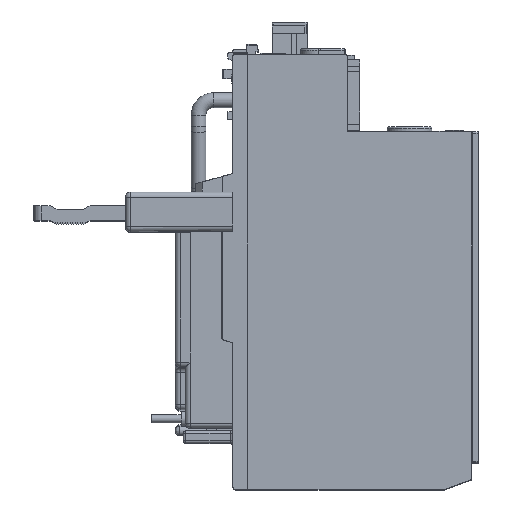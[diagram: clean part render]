
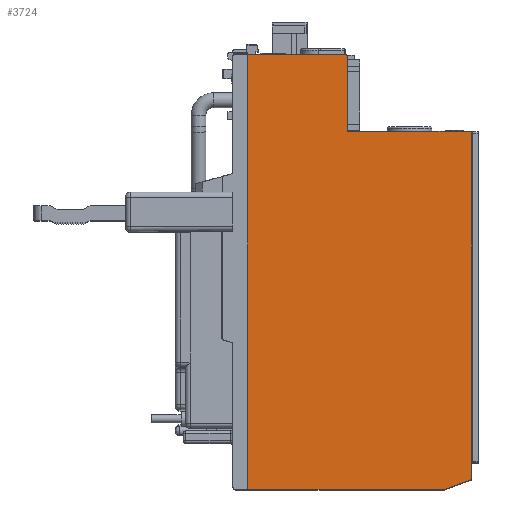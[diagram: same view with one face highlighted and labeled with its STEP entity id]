
A CAD part, top view. The second image highlights one B-rep face of the part: STEP entity #3724.
In plain terms, the highlighted planar face has unit normal (0, 0, 1).
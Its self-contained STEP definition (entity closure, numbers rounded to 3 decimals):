
#2244=CIRCLE('',#37704,0.3);
#2251=CIRCLE('',#37717,0.3);
#3724=ADVANCED_FACE('',(#6077),#4894,.T.);
#4894=PLANE('',#37718);
#6077=FACE_OUTER_BOUND('',#7629,.T.);
#7629=EDGE_LOOP('',(#12803,#12804,#12805,#12806,#12807,#12808,#12809,#12810,
#12811));
#12803=ORIENTED_EDGE('',*,*,#24780,.F.);
#12804=ORIENTED_EDGE('',*,*,#24316,.F.);
#12805=ORIENTED_EDGE('',*,*,#24781,.F.);
#12806=ORIENTED_EDGE('',*,*,#24328,.T.);
#12807=ORIENTED_EDGE('',*,*,#24346,.T.);
#12808=ORIENTED_EDGE('',*,*,#24782,.T.);
#12809=ORIENTED_EDGE('',*,*,#24766,.F.);
#12810=ORIENTED_EDGE('',*,*,#24765,.T.);
#12811=ORIENTED_EDGE('',*,*,#24783,.T.);
#19196=VERTEX_POINT('',#55762);
#19198=VERTEX_POINT('',#55766);
#19209=VERTEX_POINT('',#55792);
#19210=VERTEX_POINT('',#55794);
#19224=VERTEX_POINT('',#55829);
#19545=VERTEX_POINT('',#56677);
#19547=VERTEX_POINT('',#56681);
#19548=VERTEX_POINT('',#56685);
#19555=VERTEX_POINT('',#56712);
#24316=EDGE_CURVE('',#19198,#19196,#29446,.T.);
#24328=EDGE_CURVE('',#19210,#19209,#29458,.T.);
#24346=EDGE_CURVE('',#19209,#19224,#29476,.T.);
#24765=EDGE_CURVE('',#19545,#19547,#29875,.T.);
#24766=EDGE_CURVE('',#19545,#19548,#2244,.T.);
#24780=EDGE_CURVE('',#19196,#19555,#2251,.T.);
#24781=EDGE_CURVE('',#19210,#19198,#29883,.T.);
#24782=EDGE_CURVE('',#19224,#19548,#29884,.T.);
#24783=EDGE_CURVE('',#19547,#19555,#29885,.T.);
#29446=LINE('',#55767,#33632);
#29458=LINE('',#55793,#33644);
#29476=LINE('',#55830,#33662);
#29875=LINE('',#56682,#34061);
#29883=LINE('',#56713,#34069);
#29884=LINE('',#56714,#34070);
#29885=LINE('',#56715,#34071);
#33632=VECTOR('',#43210,1.);
#33644=VECTOR('',#43228,1.);
#33662=VECTOR('',#43254,1.);
#34061=VECTOR('',#43907,1.);
#34069=VECTOR('',#43945,1.);
#34070=VECTOR('',#43946,1.);
#34071=VECTOR('',#43947,1.);
#37704=AXIS2_PLACEMENT_3D('',#56684,#43910,#43911);
#37717=AXIS2_PLACEMENT_3D('',#56711,#43943,#43944);
#37718=AXIS2_PLACEMENT_3D('',#56716,#43948,#43949);
#43210=DIRECTION('',(1.,0.,0.));
#43228=DIRECTION('',(1.,0.,0.));
#43254=DIRECTION('',(0.94,0.342,0.));
#43907=DIRECTION('',(-1.,0.,0.));
#43910=DIRECTION('',(0.,0.,-1.));
#43911=DIRECTION('',(0.707,0.707,0.));
#43943=DIRECTION('',(0.,0.,-1.));
#43944=DIRECTION('',(0.707,0.707,0.));
#43945=DIRECTION('',(0.,1.,0.));
#43946=DIRECTION('',(0.,1.,0.));
#43947=DIRECTION('',(0.,1.,0.));
#43948=DIRECTION('',(0.,0.,1.));
#43949=DIRECTION('',(-1.,0.,0.));
#55762=CARTESIAN_POINT('',(19.7,87.4,27.5));
#55766=CARTESIAN_POINT('',(0.,87.4,27.5));
#55767=CARTESIAN_POINT('',(0.,87.4,27.5));
#55792=CARTESIAN_POINT('',(39.505,0.,27.5));
#55793=CARTESIAN_POINT('',(0.,0.,27.5));
#55794=CARTESIAN_POINT('',(0.,0.,27.5));
#55829=CARTESIAN_POINT('',(45.,2.,27.5));
#55830=CARTESIAN_POINT('',(41.961,0.894,27.5));
#56677=CARTESIAN_POINT('',(44.7,72.,27.5));
#56681=CARTESIAN_POINT('',(20.,72.,27.5));
#56682=CARTESIAN_POINT('',(45.,72.,27.5));
#56684=CARTESIAN_POINT('',(44.7,71.7,27.5));
#56685=CARTESIAN_POINT('',(45.,71.7,27.5));
#56711=CARTESIAN_POINT('',(19.7,87.1,27.5));
#56712=CARTESIAN_POINT('',(20.,87.1,27.5));
#56713=CARTESIAN_POINT('',(0.,86.5,27.5));
#56714=CARTESIAN_POINT('',(45.,0.,27.5));
#56715=CARTESIAN_POINT('',(20.,72.,27.5));
#56716=CARTESIAN_POINT('',(10.,79.25,27.5));
